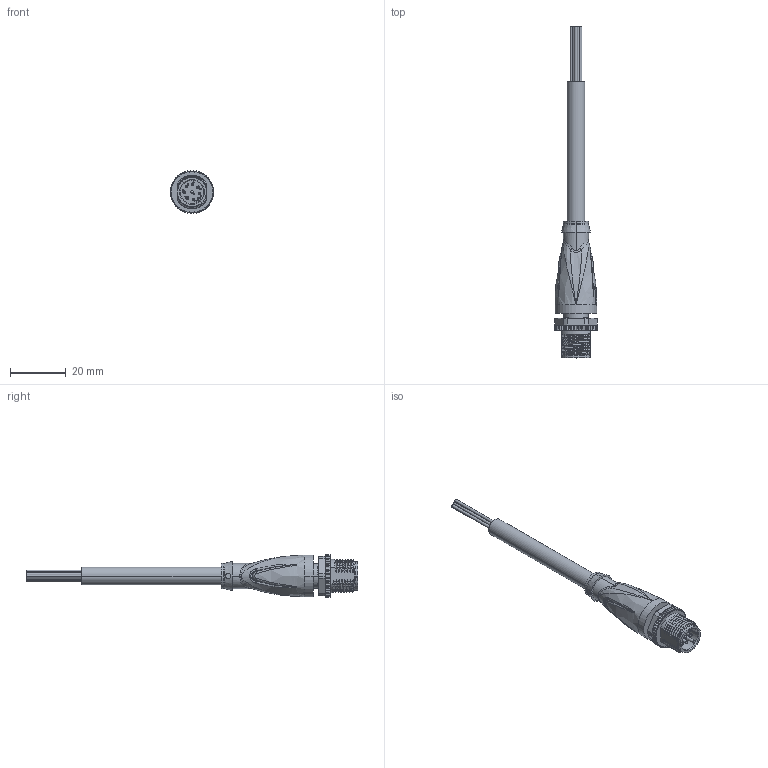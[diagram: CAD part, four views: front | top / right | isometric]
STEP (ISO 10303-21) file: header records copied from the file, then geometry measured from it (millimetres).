
FILE_DESCRIPTION(('STEP AP214'),'1');
FILE_NAME('cctmp_34956E8C-F2E2-4833-AE1A-5399777AAE35_2022_04_27_10_35_22_0124..stp','2022-04-27T08:35:28',('KiM GmbH'),('CADClick - www.CADClick.com'),'Spatial InterOp 3D postprocessed',' ','unknown authorization');
FILE_SCHEMA(('AUTOMOTIVE_DESIGN'));
Length unit declared in the file: millimetre
Products named in the file (7): T195597_1; Connection2; Cable; Connection1; Connection1_2; Connection1_1; T195597
Assembly tree (6 placements, depth 4):
  T195597
    T195597_1
      Connection2
      Cable
      Connection1
        Connection1_2
        Connection1_1
Bounding box: 15.4 x 119.1 x 15.37 mm (x, y, z)
Volume: 7254.2 mm3; surface area: 6050.9 mm2
Topology: 12 solids, 13 shells, 1627 faces, 4307 edges, 2748 vertices
Faces by surface type: plane 871, cylinder 344, torus 157, bspline 145, cone 94, sphere 16
Entity records: 68364 total; most frequent: CARTESIAN_POINT 23805, ORIENTED_EDGE 8560, DIRECTION 7777, EDGE_CURVE 4280, VERTEX_POINT 2748, LINE 2613, VECTOR 2613, AXIS2_PLACEMENT_3D 2582
